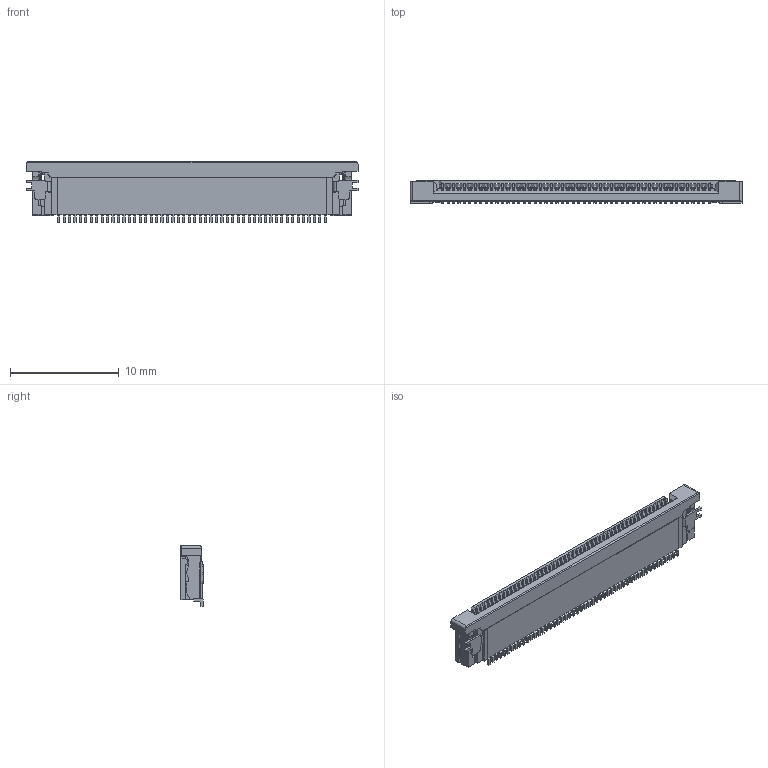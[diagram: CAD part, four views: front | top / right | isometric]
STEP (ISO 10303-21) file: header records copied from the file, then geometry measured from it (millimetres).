
FILE_DESCRIPTION((''),'2;1');
FILE_NAME('541045033','2019-02-28T',('gga'),(''),'PRO/ENGINEER BY PARAMETRIC TECHNOLOGY CORPORATION, 2016010','PRO/ENGINEER BY PARAMETRIC TECHNOLOGY CORPORATION, 2016010','');
FILE_SCHEMA(('CONFIG_CONTROL_DESIGN'));
Products named in the file (1): 541045033
Bounding box: 30.5 x 2.05 x 5.6 mm (x, y, z)
Volume: 205.9 mm3; surface area: 1492.2 mm2
Topology: 1 solids, 1 shells, 2173 faces, 6823 edges, 4548 vertices
Faces by surface type: plane 2010, cylinder 163
Entity records: 74598 total; most frequent: ORIENTED_EDGE 13614, CARTESIAN_POINT 13554, DIRECTION 11491, EDGE_CURVE 6807, VECTOR 6491, LINE 6491, VERTEX_POINT 4532, AXIS2_PLACEMENT_3D 2500
